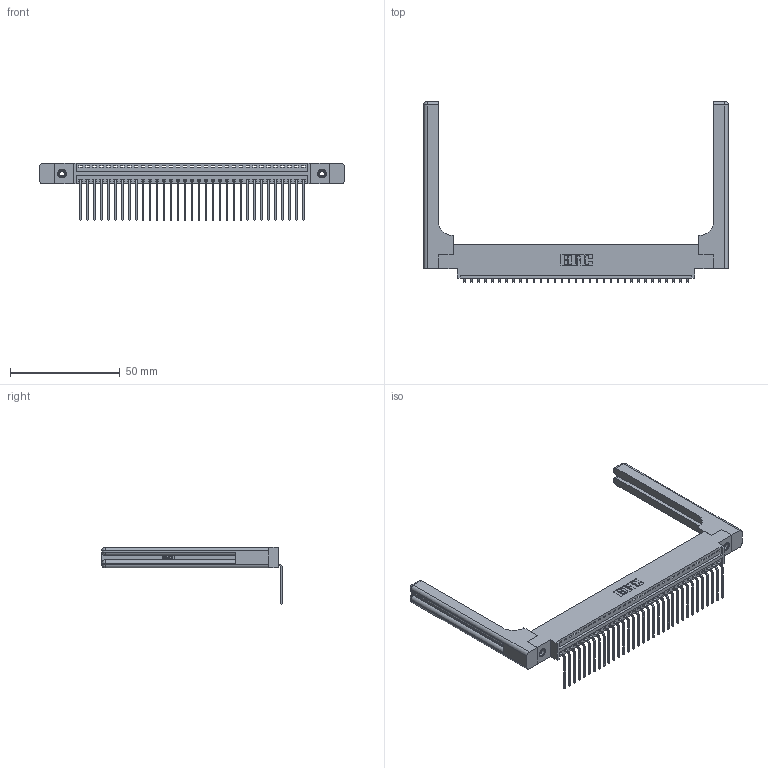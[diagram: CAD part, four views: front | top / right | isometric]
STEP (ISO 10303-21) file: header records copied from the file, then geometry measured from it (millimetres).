
FILE_DESCRIPTION (( 'STEP AP203' ), '1' );
FILE_NAME ('396-033-559-658.STEP', '2019-10-31T22:08:06', ( '' ), ( '' ), 'SwSTEP 2.0', 'SolidWorks 2016', '' );
FILE_SCHEMA (( 'CONFIG_CONTROL_DESIGN' ));
Length unit declared in the file: inch
Products named in the file (5): 346-220-058_345-220-058; 396-033-559-658; 346 Part_0.170 Offset - 0.156 Dia-TH; 345-292-001_558 559 Tail - 1; 345-250-001_345-250-001-102
Assembly tree (38 placements, depth 2):
  396-033-559-658
    346 Part_0.170 Offset - 0.156 Dia-TH
    345-292-001_558 559 Tail - 1  x33
    345-250-001_345-250-001-102  x2
    346-220-058_345-220-058  x2
Bounding box: 138.84 x 82.36 x 26.16 mm (x, y, z)
Volume: 20701.4 mm3; surface area: 22365.8 mm2
Topology: 38 solids, 38 shells, 2362 faces, 7013 edges, 4610 vertices
Faces by surface type: plane 1614, cylinder 688, bspline 36, cone 12, sphere 8, torus 4
Entity records: 27090 total; most frequent: CARTESIAN_POINT 5628, ORIENTED_EDGE 4392, DIRECTION 3906, EDGE_CURVE 2196, LINE 1840, VECTOR 1840, VERTEX_POINT 1454, AXIS2_PLACEMENT_3D 1033
